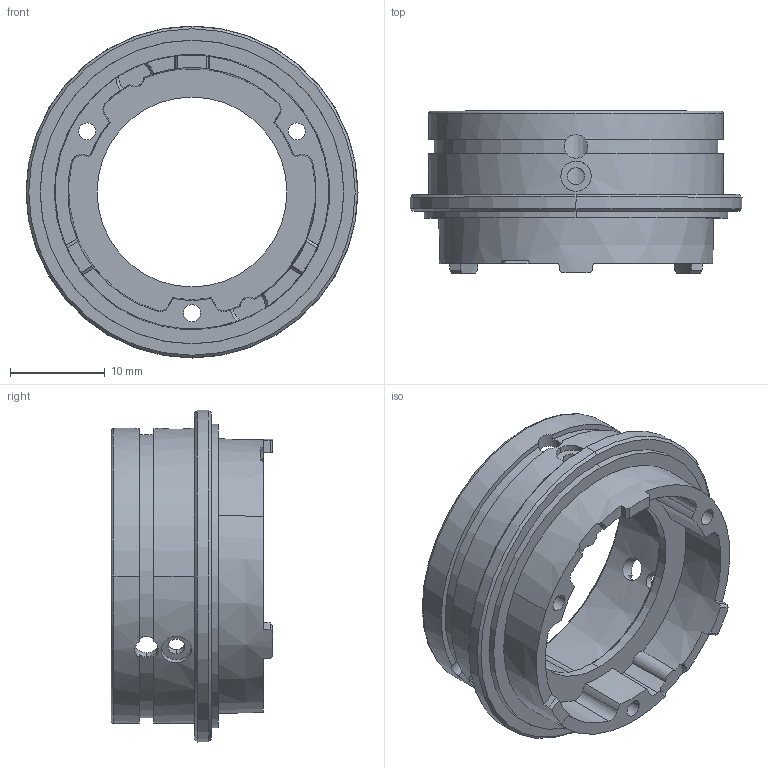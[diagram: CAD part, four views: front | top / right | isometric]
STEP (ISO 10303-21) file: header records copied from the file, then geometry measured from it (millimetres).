
FILE_DESCRIPTION((''),'2;1');
FILE_NAME('DD-12-002047','2025-05-28T11:37:44',('lishuaijun5'),(''),'CREO PARAMETRIC BY PTC INC, 2020044','CREO PARAMETRIC BY PTC INC, 2020044','');
FILE_SCHEMA(('AUTOMOTIVE_DESIGN { 1 0 10303 214 1 1 1 1 }'));
Length unit declared in the file: millimetre
Products named in the file (1): DD-12-002047
Bounding box: 35.09 x 17.1 x 35.09 mm (x, y, z)
Volume: 2979.9 mm3; surface area: 4381.2 mm2
Topology: 1 solids, 1 shells, 140 faces, 388 edges, 254 vertices
Faces by surface type: cone 70, plane 37, cylinder 31, torus 2
Entity records: 5024 total; most frequent: CARTESIAN_POINT 1247, DIRECTION 780, ORIENTED_EDGE 776, EDGE_CURVE 388, AXIS2_PLACEMENT_3D 330, VERTEX_POINT 254, CIRCLE 190, EDGE_LOOP 164
